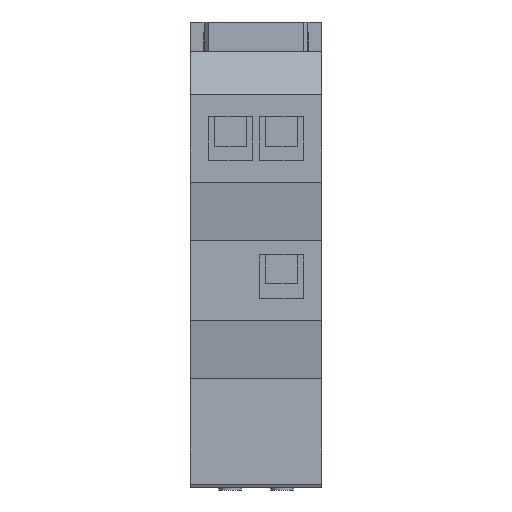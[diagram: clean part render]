
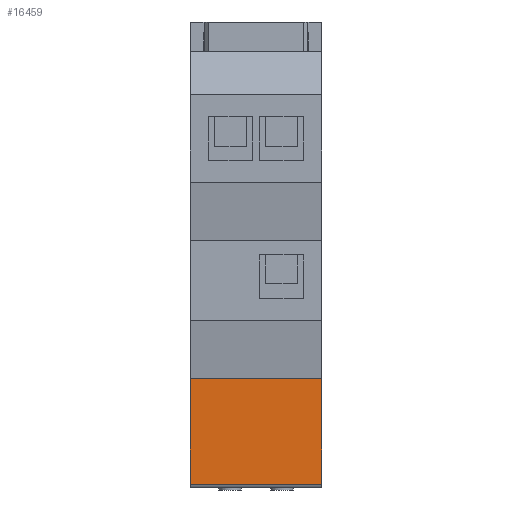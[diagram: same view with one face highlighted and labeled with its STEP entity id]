
A CAD part, front view. The second image highlights one B-rep face of the part: STEP entity #16459.
In plain terms, the highlighted planar face has unit normal (0, -1, 0).
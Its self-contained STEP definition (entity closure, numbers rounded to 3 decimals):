
#756 = LINE ( 'NONE', #8414, #16785 ) ;
#2023 = DIRECTION ( 'NONE',  ( 0., 0., 1. ) ) ;
#2211 = EDGE_LOOP ( 'NONE', ( #6944, #8114, #17253, #12758 ) ) ;
#3166 = VERTEX_POINT ( 'NONE', #18397 ) ;
#3995 = VECTOR ( 'NONE', #9987, 1000. ) ;
#4037 = LINE ( 'NONE', #8418, #3995 ) ;
#4555 = VECTOR ( 'NONE', #6924, 1000. ) ;
#4783 = LINE ( 'NONE', #14397, #4555 ) ;
#6315 = DIRECTION ( 'NONE',  ( -1., 0., 0. ) ) ;
#6370 = VERTEX_POINT ( 'NONE', #18320 ) ;
#6924 = DIRECTION ( 'NONE',  ( 1., 0., 0. ) ) ;
#6944 = ORIENTED_EDGE ( 'NONE', *, *, #16296, .T. ) ;
#7905 = VERTEX_POINT ( 'NONE', #10744 ) ;
#8114 = ORIENTED_EDGE ( 'NONE', *, *, #15618, .T. ) ;
#8414 = CARTESIAN_POINT ( 'NONE',  ( -9., -22.5, -45. ) ) ;
#8418 = CARTESIAN_POINT ( 'NONE',  ( 9., -22.5, -45. ) ) ;
#8802 = EDGE_CURVE ( 'NONE', #7905, #12544, #4037, .T. ) ;
#8922 = AXIS2_PLACEMENT_3D ( 'NONE', #9152, #10698, #2023 ) ;
#9152 = CARTESIAN_POINT ( 'NONE',  ( 9., -22.5, -45. ) ) ;
#9987 = DIRECTION ( 'NONE',  ( 0., 0., -1. ) ) ;
#10698 = DIRECTION ( 'NONE',  ( 0., 1., 0. ) ) ;
#10744 = CARTESIAN_POINT ( 'NONE',  ( 9., -22.5, -45. ) ) ;
#11552 = DIRECTION ( 'NONE',  ( 0., 0., -1. ) ) ;
#11983 = PLANE ( 'NONE',  #8922 ) ;
#12544 = VERTEX_POINT ( 'NONE', #18325 ) ;
#12758 = ORIENTED_EDGE ( 'NONE', *, *, #16494, .T. ) ;
#14397 = CARTESIAN_POINT ( 'NONE',  ( 9., -22.5, -59.5 ) ) ;
#15618 = EDGE_CURVE ( 'NONE', #3166, #12544, #4783, .T. ) ;
#16296 = EDGE_CURVE ( 'NONE', #6370, #3166, #756, .T. ) ;
#16459 = ADVANCED_FACE ( 'NONE', ( #18476 ), #11983, .F. ) ;
#16494 = EDGE_CURVE ( 'NONE', #7905, #6370, #18368, .T. ) ;
#16745 = CARTESIAN_POINT ( 'NONE',  ( 9., -22.5, -45. ) ) ;
#16785 = VECTOR ( 'NONE', #11552, 1000. ) ;
#17253 = ORIENTED_EDGE ( 'NONE', *, *, #8802, .F. ) ;
#18308 = VECTOR ( 'NONE', #6315, 1000. ) ;
#18320 = CARTESIAN_POINT ( 'NONE',  ( -9., -22.5, -45. ) ) ;
#18325 = CARTESIAN_POINT ( 'NONE',  ( 9., -22.5, -59.5 ) ) ;
#18368 = LINE ( 'NONE', #16745, #18308 ) ;
#18397 = CARTESIAN_POINT ( 'NONE',  ( -9., -22.5, -59.5 ) ) ;
#18476 = FACE_OUTER_BOUND ( 'NONE', #2211, .T. ) ;
